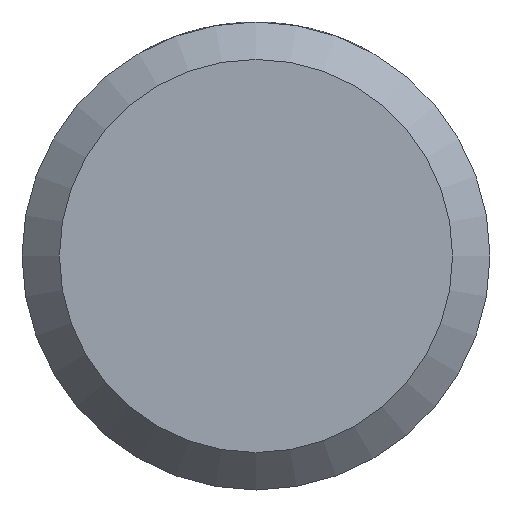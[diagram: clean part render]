
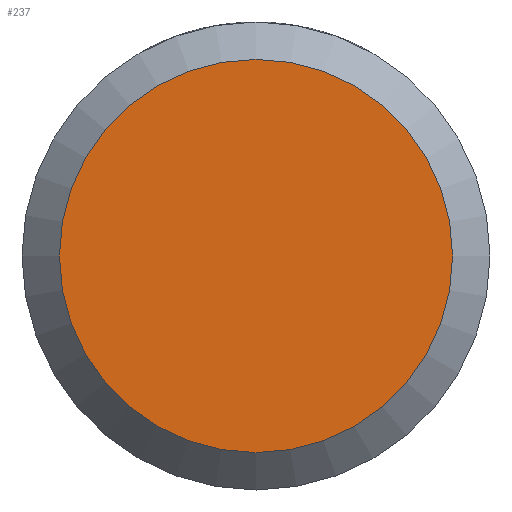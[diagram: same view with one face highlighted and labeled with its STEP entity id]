
A CAD part, front view. The second image highlights one B-rep face of the part: STEP entity #237.
In plain terms, the highlighted planar face has unit normal (0, -1, 0).
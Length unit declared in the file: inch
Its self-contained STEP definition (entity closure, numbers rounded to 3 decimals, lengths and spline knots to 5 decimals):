
#23 = ORIENTED_EDGE ( 'NONE', *, *, #477, .F. ) ;
#72 = AXIS2_PLACEMENT_3D ( 'NONE', #198, #166, #236 ) ;
#98 = DIRECTION ( 'NONE',  ( 0., -1., 0. ) ) ;
#99 = DIRECTION ( 'NONE',  ( 0., 0., -1. ) ) ;
#100 = FACE_OUTER_BOUND ( 'NONE', #414, .T. ) ;
#136 = AXIS2_PLACEMENT_3D ( 'NONE', #358, #98, #99 ) ;
#166 = DIRECTION ( 'NONE',  ( 0., 1., 0. ) ) ;
#186 = CIRCLE ( 'NONE', #72, 0.08268 ) ;
#198 = CARTESIAN_POINT ( 'NONE',  ( 0., 0., 0. ) ) ;
#230 = VERTEX_POINT ( 'NONE', #470 ) ;
#236 = DIRECTION ( 'NONE',  ( 0., 0., 1. ) ) ;
#237 = ADVANCED_FACE ( 'NONE', ( #100 ), #362, .T. ) ;
#358 = CARTESIAN_POINT ( 'NONE',  ( 0., 0., 0. ) ) ;
#362 = PLANE ( 'NONE',  #136 ) ;
#414 = EDGE_LOOP ( 'NONE', ( #23 ) ) ;
#470 = CARTESIAN_POINT ( 'NONE',  ( 0., 0., 0.08268 ) ) ;
#477 = EDGE_CURVE ( 'NONE', #230, #230, #186, .T. ) ;
